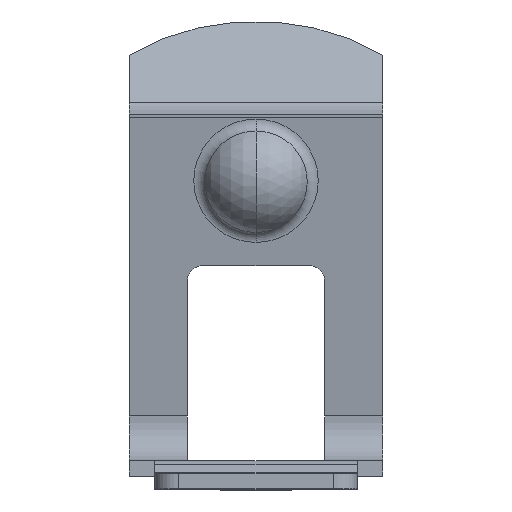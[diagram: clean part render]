
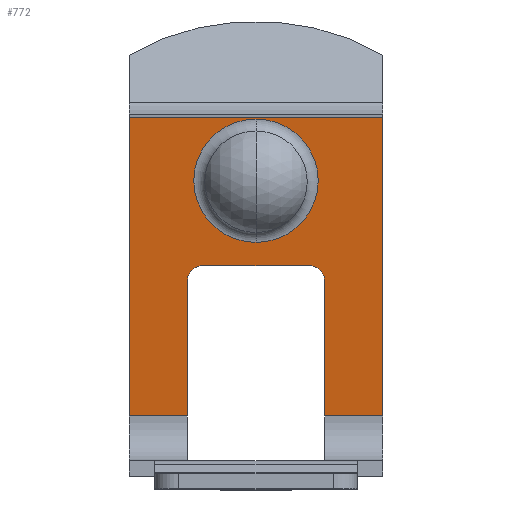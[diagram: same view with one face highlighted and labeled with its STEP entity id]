
A CAD part, top view. The second image highlights one B-rep face of the part: STEP entity #772.
In plain terms, the highlighted planar face has unit normal (0, -0.139, 0.99).
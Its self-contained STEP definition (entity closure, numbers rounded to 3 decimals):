
#7 = AXIS2_PLACEMENT_3D ( 'NONE', #1792, #946, #1815 ) ;
#15 = DIRECTION ( 'NONE',  ( 0., 0.99, 0.139 ) ) ;
#17 = ORIENTED_EDGE ( 'NONE', *, *, #336, .T. ) ;
#40 = VERTEX_POINT ( 'NONE', #1499 ) ;
#46 = DIRECTION ( 'NONE',  ( 0., -0.99, -0.139 ) ) ;
#51 = VERTEX_POINT ( 'NONE', #1489 ) ;
#57 = VERTEX_POINT ( 'NONE', #2803 ) ;
#76 = CARTESIAN_POINT ( 'NONE',  ( 3.175, 9.317, -4.767 ) ) ;
#128 = AXIS2_PLACEMENT_3D ( 'NONE', #2741, #2702, #46 ) ;
#239 = DIRECTION ( 'NONE',  ( -1., 0., 0. ) ) ;
#251 = DIRECTION ( 'NONE',  ( 0., 0.99, 0.139 ) ) ;
#274 = ORIENTED_EDGE ( 'NONE', *, *, #724, .T. ) ;
#283 = ORIENTED_EDGE ( 'NONE', *, *, #2371, .F. ) ;
#288 = CARTESIAN_POINT ( 'NONE',  ( -3.175, 1.849, -5.817 ) ) ;
#298 = ORIENTED_EDGE ( 'NONE', *, *, #837, .F. ) ;
#336 = EDGE_CURVE ( 'NONE', #867, #1209, #1386, .T. ) ;
#338 = VECTOR ( 'NONE', #251, 1000. ) ;
#363 = VECTOR ( 'NONE', #2034, 1000. ) ;
#379 = EDGE_CURVE ( 'NONE', #51, #673, #1991, .T. ) ;
#437 = EDGE_CURVE ( 'NONE', #1206, #673, #1883, .T. ) ;
#440 = CARTESIAN_POINT ( 'NONE',  ( 1.72, -0.018, -6.079 ) ) ;
#516 = CARTESIAN_POINT ( 'NONE',  ( 0., 7.737, -4.989 ) ) ;
#590 = VECTOR ( 'NONE', #239, 1000. ) ;
#600 = ORIENTED_EDGE ( 'NONE', *, *, #2875, .T. ) ;
#602 = VECTOR ( 'NONE', #2027, 1000. ) ;
#605 = CIRCLE ( 'NONE', #128, 1.558 ) ;
#673 = VERTEX_POINT ( 'NONE', #1562 ) ;
#679 = CARTESIAN_POINT ( 'NONE',  ( 1.72, 5.229, -5.342 ) ) ;
#724 = EDGE_CURVE ( 'NONE', #40, #859, #605, .T. ) ;
#740 = LINE ( 'NONE', #2217, #602 ) ;
#772 = ADVANCED_FACE ( 'NONE', ( #836, #2532 ), #955, .T. ) ;
#836 = FACE_BOUND ( 'NONE', #1589, .T. ) ;
#837 = EDGE_CURVE ( 'NONE', #2526, #1539, #740, .T. ) ;
#859 = VERTEX_POINT ( 'NONE', #1388 ) ;
#864 = CARTESIAN_POINT ( 'NONE',  ( 1.72, 5.452, -5.31 ) ) ;
#867 = VERTEX_POINT ( 'NONE', #1345 ) ;
#873 = EDGE_CURVE ( 'NONE', #1941, #2526, #2720, .T. ) ;
#874 = CARTESIAN_POINT ( 'NONE',  ( -1.339, 5.61, -5.288 ) ) ;
#909 = DIRECTION ( 'NONE',  ( 0., -0.99, -0.139 ) ) ;
#933 = LINE ( 'NONE', #1980, #1181 ) ;
#946 = DIRECTION ( 'NONE',  ( 0., -0.139, 0.99 ) ) ;
#955 = PLANE ( 'NONE',  #7 ) ;
#976 = CARTESIAN_POINT ( 'NONE',  ( -3.175, 9.317, -4.767 ) ) ;
#1103 = CARTESIAN_POINT ( 'NONE',  ( -1.72, 5.229, -5.342 ) ) ;
#1142 = VERTEX_POINT ( 'NONE', #1464 ) ;
#1181 = VECTOR ( 'NONE', #1546, 1000. ) ;
#1206 = VERTEX_POINT ( 'NONE', #2576 ) ;
#1209 = VERTEX_POINT ( 'NONE', #1263 ) ;
#1241 = CARTESIAN_POINT ( 'NONE',  ( -1.72, 1.849, -5.817 ) ) ;
#1263 = CARTESIAN_POINT ( 'NONE',  ( 3.175, 9.317, -4.767 ) ) ;
#1324 = CARTESIAN_POINT ( 'NONE',  ( -1.72, 5.452, -5.31 ) ) ;
#1345 = CARTESIAN_POINT ( 'NONE',  ( 3.175, 1.849, -5.817 ) ) ;
#1369 = EDGE_LOOP ( 'NONE', ( #17, #1398, #298, #2491, #2855, #283, #1660, #1548, #2558, #2455 ) ) ;
#1386 = LINE ( 'NONE', #2840, #2657 ) ;
#1388 = CARTESIAN_POINT ( 'NONE',  ( 0., 6.194, -5.206 ) ) ;
#1396 = EDGE_CURVE ( 'NONE', #867, #1206, #1696, .T. ) ;
#1398 = ORIENTED_EDGE ( 'NONE', *, *, #1783, .T. ) ;
#1464 = CARTESIAN_POINT ( 'NONE',  ( -1.339, 5.61, -5.288 ) ) ;
#1488 = CIRCLE ( 'NONE', #2466, 1.558 ) ;
#1489 = CARTESIAN_POINT ( 'NONE',  ( 1.339, 5.61, -5.288 ) ) ;
#1499 = CARTESIAN_POINT ( 'NONE',  ( 0., 9.28, -4.772 ) ) ;
#1539 = VERTEX_POINT ( 'NONE', #976 ) ;
#1546 = DIRECTION ( 'NONE',  ( -1., 0., 0. ) ) ;
#1548 = ORIENTED_EDGE ( 'NONE', *, *, #379, .T. ) ;
#1563 = EDGE_CURVE ( 'NONE', #1941, #57, #1938, .T. ) ;
#1562 = CARTESIAN_POINT ( 'NONE',  ( 1.72, 5.229, -5.342 ) ) ;
#1569 = VECTOR ( 'NONE', #15, 1000. ) ;
#1589 = EDGE_LOOP ( 'NONE', ( #600, #274 ) ) ;
#1646 = CARTESIAN_POINT ( 'NONE',  ( 3.175, 1.849, -5.817 ) ) ;
#1660 = ORIENTED_EDGE ( 'NONE', *, *, #1684, .F. ) ;
#1684 = EDGE_CURVE ( 'NONE', #51, #1142, #933, .T. ) ;
#1696 = LINE ( 'NONE', #1646, #2751 ) ;
#1736 = CARTESIAN_POINT ( 'NONE',  ( -1.562, 5.61, -5.288 ) ) ;
#1753 = CARTESIAN_POINT ( 'NONE',  ( -1.72, -0.018, -6.079 ) ) ;
#1783 = EDGE_CURVE ( 'NONE', #1209, #1539, #2423, .T. ) ;
#1792 = CARTESIAN_POINT ( 'NONE',  ( 3.175, 0.837, -5.959 ) ) ;
#1813 = DIRECTION ( 'NONE',  ( 0., 0.139, -0.99 ) ) ;
#1815 = DIRECTION ( 'NONE',  ( 0., -0.99, -0.139 ) ) ;
#1883 = LINE ( 'NONE', #440, #338 ) ;
#1938 = LINE ( 'NONE', #1753, #1569 ) ;
#1941 = VERTEX_POINT ( 'NONE', #1241 ) ;
#1980 = CARTESIAN_POINT ( 'NONE',  ( 0., 5.61, -5.288 ) ) ;
#1991 =( BOUNDED_CURVE ( )  B_SPLINE_CURVE ( 3, ( #2197, #2203, #864, #679 ),
 .UNSPECIFIED., .F., .F. ) 
 B_SPLINE_CURVE_WITH_KNOTS ( ( 4, 4 ),
 ( 0., 1.571 ),
 .UNSPECIFIED. ) 
 CURVE ( )  GEOMETRIC_REPRESENTATION_ITEM ( )  RATIONAL_B_SPLINE_CURVE ( ( 1., 0.805, 0.805, 1. ) ) 
 REPRESENTATION_ITEM ( '' )  );
#2001 = CARTESIAN_POINT ( 'NONE',  ( 3.175, 1.849, -5.817 ) ) ;
#2027 = DIRECTION ( 'NONE',  ( 0., 0.99, 0.139 ) ) ;
#2034 = DIRECTION ( 'NONE',  ( -1., 0., 0. ) ) ;
#2142 = DIRECTION ( 'NONE',  ( 0., 0.99, 0.139 ) ) ;
#2197 = CARTESIAN_POINT ( 'NONE',  ( 1.339, 5.61, -5.288 ) ) ;
#2203 = CARTESIAN_POINT ( 'NONE',  ( 1.562, 5.61, -5.288 ) ) ;
#2217 = CARTESIAN_POINT ( 'NONE',  ( -3.175, 0.837, -5.959 ) ) ;
#2333 = DIRECTION ( 'NONE',  ( -1., 0., 0. ) ) ;
#2371 = EDGE_CURVE ( 'NONE', #1142, #57, #2425, .T. ) ;
#2423 = LINE ( 'NONE', #76, #590 ) ;
#2425 =( BOUNDED_CURVE ( )  B_SPLINE_CURVE ( 3, ( #874, #1736, #1324, #1103 ),
 .UNSPECIFIED., .F., .T. ) 
 B_SPLINE_CURVE_WITH_KNOTS ( ( 4, 4 ),
 ( 0., 1.571 ),
 .UNSPECIFIED. ) 
 CURVE ( )  GEOMETRIC_REPRESENTATION_ITEM ( )  RATIONAL_B_SPLINE_CURVE ( ( 1., 0.805, 0.805, 1. ) ) 
 REPRESENTATION_ITEM ( '' )  );
#2455 = ORIENTED_EDGE ( 'NONE', *, *, #1396, .F. ) ;
#2466 = AXIS2_PLACEMENT_3D ( 'NONE', #516, #1813, #909 ) ;
#2491 = ORIENTED_EDGE ( 'NONE', *, *, #873, .F. ) ;
#2526 = VERTEX_POINT ( 'NONE', #288 ) ;
#2532 = FACE_OUTER_BOUND ( 'NONE', #1369, .T. ) ;
#2558 = ORIENTED_EDGE ( 'NONE', *, *, #437, .F. ) ;
#2576 = CARTESIAN_POINT ( 'NONE',  ( 1.72, 1.849, -5.817 ) ) ;
#2657 = VECTOR ( 'NONE', #2142, 1000. ) ;
#2702 = DIRECTION ( 'NONE',  ( 0., 0.139, -0.99 ) ) ;
#2720 = LINE ( 'NONE', #2001, #363 ) ;
#2741 = CARTESIAN_POINT ( 'NONE',  ( 0., 7.737, -4.989 ) ) ;
#2751 = VECTOR ( 'NONE', #2333, 1000. ) ;
#2803 = CARTESIAN_POINT ( 'NONE',  ( -1.72, 5.229, -5.342 ) ) ;
#2840 = CARTESIAN_POINT ( 'NONE',  ( 3.175, 0.837, -5.959 ) ) ;
#2855 = ORIENTED_EDGE ( 'NONE', *, *, #1563, .T. ) ;
#2875 = EDGE_CURVE ( 'NONE', #859, #40, #1488, .T. ) ;
